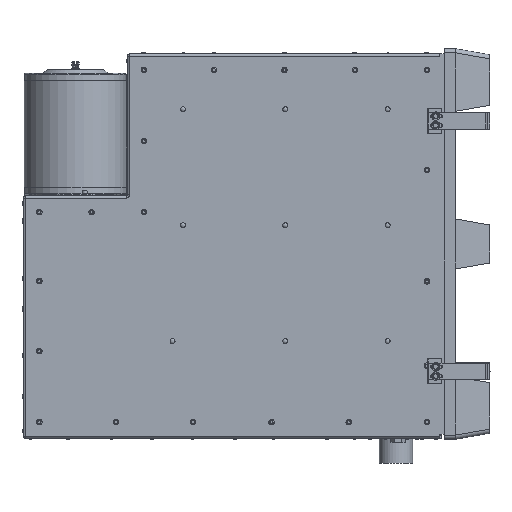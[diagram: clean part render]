
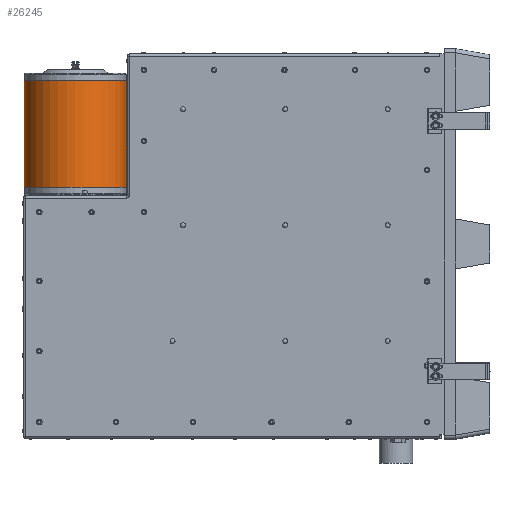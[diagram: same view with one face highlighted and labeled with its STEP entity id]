
A CAD part, left-side view. The second image highlights one B-rep face of the part: STEP entity #26245.
In plain terms, the highlighted cylindrical face has radius 155.448 mm (diameter 310.896 mm), a full revolution.
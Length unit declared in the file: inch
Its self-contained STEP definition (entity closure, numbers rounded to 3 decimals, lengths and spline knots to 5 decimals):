
#6187=FACE_BOUND('',#10179,.T.);
#7871=FACE_OUTER_BOUND('',#10178,.T.);
#10178=EDGE_LOOP('',(#24185));
#10179=EDGE_LOOP('',(#24186));
#10791=CIRCLE('',#27426,6.12);
#11277=CIRCLE('',#28995,6.12);
#12589=VERTEX_POINT('',#72649);
#13626=VERTEX_POINT('',#78421);
#15418=EDGE_CURVE('',#12589,#12589,#10791,.T.);
#17119=EDGE_CURVE('',#13626,#13626,#11277,.T.);
#24185=ORIENTED_EDGE('',*,*,#15418,.F.);
#24186=ORIENTED_EDGE('',*,*,#17119,.F.);
#24561=CYLINDRICAL_SURFACE('',#28994,6.12);
#26245=ADVANCED_FACE('',(#7871,#6187),#24561,.T.);
#27426=AXIS2_PLACEMENT_3D('',#72650,#32167,#32168);
#28994=AXIS2_PLACEMENT_3D('',#78420,#36305,#36306);
#28995=AXIS2_PLACEMENT_3D('',#78422,#36307,#36308);
#32167=DIRECTION('center_axis',(0.,0.,
1.));
#32168=DIRECTION('ref_axis',(-1.,0.,0.));
#36305=DIRECTION('center_axis',(0.,0.,
1.));
#36306=DIRECTION('ref_axis',(-1.,0.,0.));
#36307=DIRECTION('center_axis',(0.,0.,
-1.));
#36308=DIRECTION('ref_axis',(-1.,0.,0.));
#72649=CARTESIAN_POINT('',(-1.9425,43.625,42.298));
#72650=CARTESIAN_POINT('Origin',(-8.0625,43.625,42.298));
#78420=CARTESIAN_POINT('Origin',(-8.0625,43.625,29.548));
#78421=CARTESIAN_POINT('',(-1.9425,43.625,29.548));
#78422=CARTESIAN_POINT('Origin',(-8.0625,43.625,29.548));
